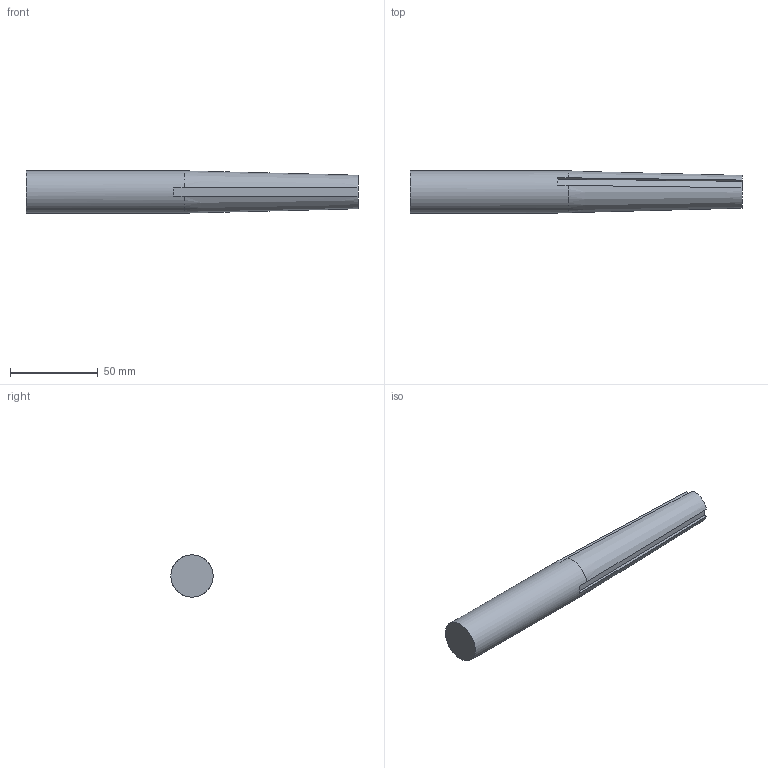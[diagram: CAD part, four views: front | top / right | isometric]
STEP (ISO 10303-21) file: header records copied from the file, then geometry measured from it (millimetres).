
FILE_DESCRIPTION(/* description */ ('Alibre Inc.'),/* implementation_level */ '2;1');
FILE_NAME(/* name */ 'export0',/* time_stamp */ '2010-07-17T07:02:02+10:00',/* author */ (''),/* organization */ (''),/* preprocessor_version */ 'ST-DEVELOPER v10',/* originating_system */ 'Alibre',/* authorisation */ '');
FILE_SCHEMA (('ALIBRE_SCHEMA','CONFIG_CONTROL_DESIGN'));
Length unit declared in the file: centimetre
Products named in the file (1): ID_1
Bounding box: 189 x 24.08 x 24.08 mm (x, y, z)
Volume: 74395.1 mm3; surface area: 15324.2 mm2
Topology: 1 solids, 1 shells, 18 faces, 48 edges, 32 vertices
Faces by surface type: plane 14, cone 3, cylinder 1
Full cylindrical faces by diameter (mm): 24.076 x1
Entity records: 1268 total; most frequent: CARTESIAN_POINT 170, DIRECTION 107, ORIENTED_EDGE 92, VECTOR 65, CONSTRAINTPAIRUV 50, EDGE_CURVE 46, REFERENCEDEPENDENTUV 44, LINE 43
